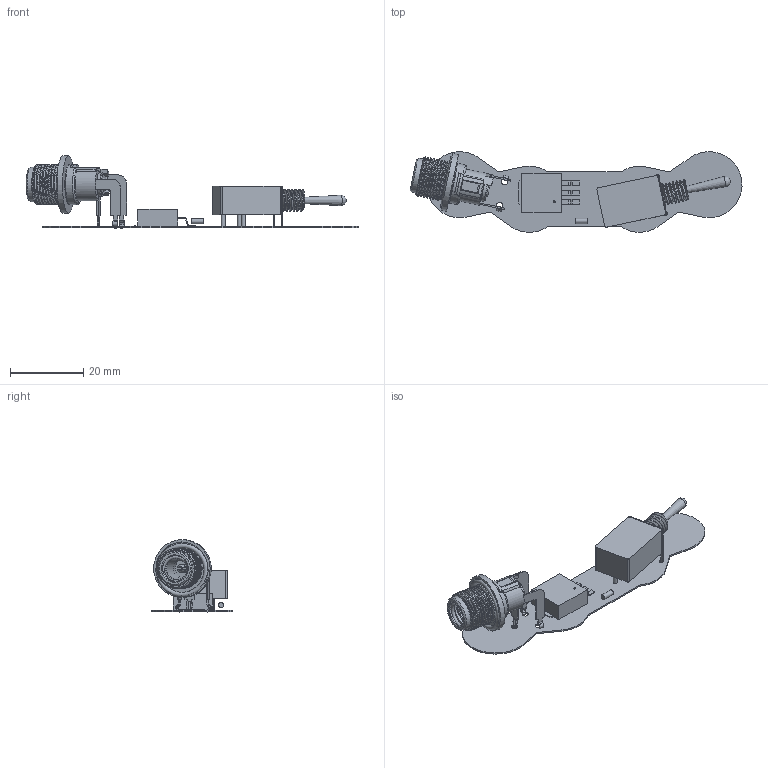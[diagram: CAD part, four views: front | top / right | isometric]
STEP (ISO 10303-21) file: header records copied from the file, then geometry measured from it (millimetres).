
FILE_DESCRIPTION(('Open CASCADE Model'),'2;1');
FILE_NAME('Open CASCADE Shape Model','2021-12-07T19:49:42',('Author'),( 'Open CASCADE'),'Open CASCADE STEP processor 6.8','Open CASCADE 6.8' ,'Unknown');
FILE_SCHEMA(('AUTOMOTIVE_DESIGN { 1 0 10303 214 1 1 1 1 }'));
Length unit declared in the file: millimetre
Products named in the file (12): PCB; Board; Open CASCADE STEP translator 6.8 1.1.1; D1; 5995853664; Cylinder; U4; 2113xN_v1; J2; L722RAS; U2; 5882240384
Assembly tree (11 placements, depth 4):
  PCB
    Board
      Open CASCADE STEP translator 6.8 1.1.1
    D1
      5995853664
        Cylinder
    U4
      2113xN_v1
    J2
      L722RAS
    U2
      5882240384
Bounding box: 90.52 x 21.95 x 19.81 mm (x, y, z)
Volume: 4120.5 mm3; surface area: 6861.7 mm2
Topology: 17 solids, 17 shells, 371 faces, 951 edges, 623 vertices
Faces by surface type: plane 199, cylinder 143, cone 15, bspline 7, torus 7
Full cylindrical faces by diameter (mm): 0.533 x1, 1.092 x5, 1.1 x3, 1.4 x1, 1.73 x3, 4.744 x1, 5.842 x1, 5.884 x3, 6.015 x1, 6.203 x1, 6.401 x1, 6.985 x2, 7.052 x1, 8.382 x1, 8.89 x1, 9.398 x1, 10.114 x9, 10.723 x1, 10.922 x9, 11.024 x1, 14.478 x1, 15.748 x1
Entity records: 15242 total; most frequent: CARTESIAN_POINT 5248, ORIENTED_EDGE 1902, DIRECTION 1897, EDGE_CURVE 951, AXIS2_PLACEMENT_3D 673, VERTEX_POINT 623, LINE 551, VECTOR 551
